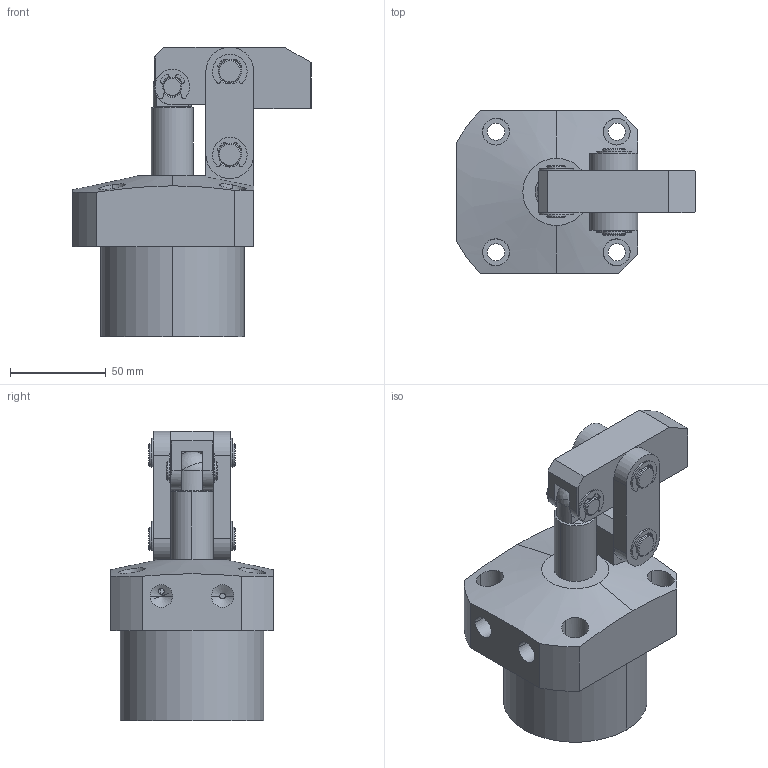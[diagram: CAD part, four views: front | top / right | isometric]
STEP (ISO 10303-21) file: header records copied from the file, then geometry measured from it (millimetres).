
FILE_DESCRIPTION (( 'STEP AP214' ), '1' );
FILE_NAME ('CLKA-075杠杆油压缸三维图.STEP', '2020-11-12T03:52:30', ( 'PC' ), ( '' ), 'SwSTEP 2.0', 'SolidWorks 2016', '' );
FILE_SCHEMA (( 'AUTOMOTIVE_DESIGN' ));
Length unit declared in the file: millimetre
Products named in the file (8): 075掛极; 075活塞杆; 揤旋; 种粣2; 种粣1; 蟀裝; 縐銅; CLKA-075杠杆油压缸三维图
Assembly tree (14 placements, depth 2):
  CLKA-075杠杆油压缸三维图
    縐銅  x6
    蟀裝  x2
    种粣1
    种粣2  x2
    揤旋
    075活塞杆
    075掛极
Bounding box: 124.5 x 85 x 151 mm (x, y, z)
Volume: 450098.7 mm3; surface area: 103581.1 mm2
Topology: 15 solids, 15 shells, 351 faces, 867 edges, 563 vertices
Faces by surface type: cylinder 179, plane 121, cone 49, sphere 2
Entity records: 8982 total; most frequent: CARTESIAN_POINT 1499, DIRECTION 1117, ORIENTED_EDGE 960, EDGE_CURVE 480, AXIS2_PLACEMENT_3D 444, VERTEX_POINT 309, EDGE_LOOP 243, LINE 229
